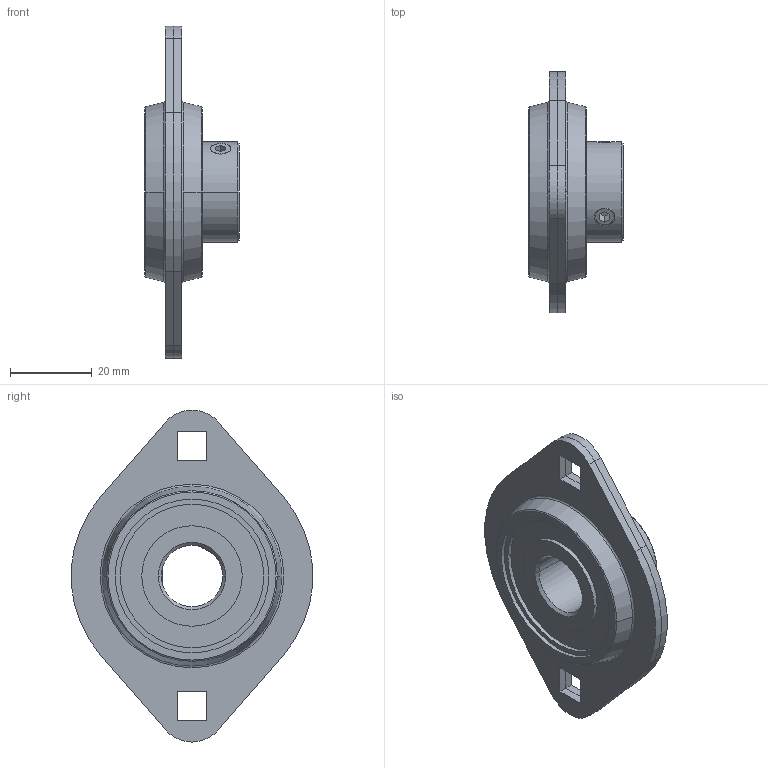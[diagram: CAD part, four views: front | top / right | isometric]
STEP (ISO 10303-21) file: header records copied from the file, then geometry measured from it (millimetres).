
FILE_DESCRIPTION( ( '' ), '1' );
FILE_NAME( 'kugelfll_bpfl_62651500.stp', '2019-04-08T13:33:32', ( '' ), ( '' ), ' ', ' ', ' ' );
FILE_SCHEMA( ( 'CONFIG_CONTROL_DESIGN' ) );
Length unit declared in the file: millimetre
Products named in the file (5): 1; 2; 3; 4; 5
Bounding box: 23 x 58.81 x 81 mm (x, y, z)
Volume: 24395.5 mm3; surface area: 17360 mm2
Topology: 5 solids, 5 shells, 120 faces, 300 edges, 194 vertices
Faces by surface type: plane 54, cylinder 30, cone 26, torus 10
Entity records: 4206 total; most frequent: CARTESIAN_POINT 1017, DIRECTION 648, ORIENTED_EDGE 592, EDGE_CURVE 296, AXIS2_PLACEMENT_3D 241, VERTEX_POINT 194, LINE 166, VECTOR 166
